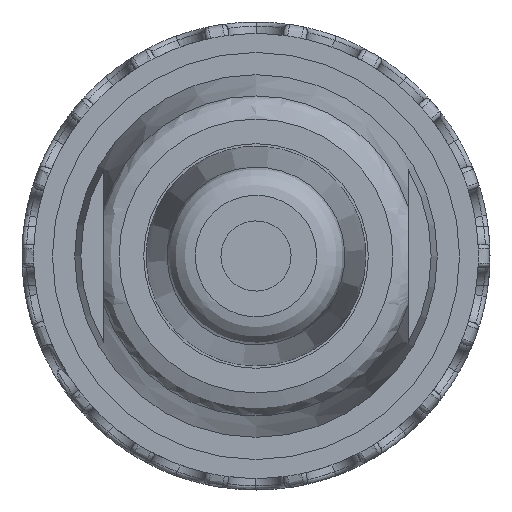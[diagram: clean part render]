
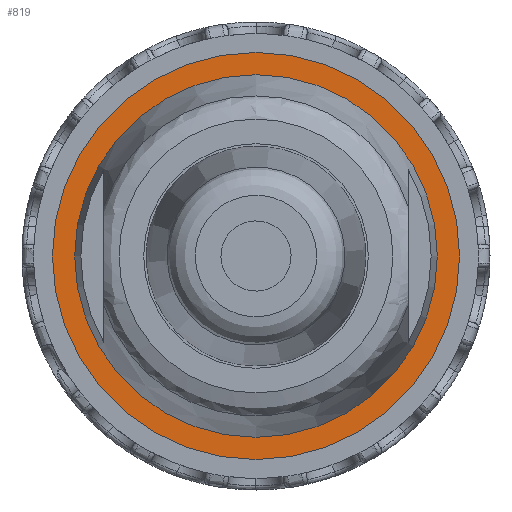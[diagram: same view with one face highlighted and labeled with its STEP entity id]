
A CAD part, front view. The second image highlights one B-rep face of the part: STEP entity #819.
In plain terms, the highlighted planar face has unit normal (0, -1, 0).
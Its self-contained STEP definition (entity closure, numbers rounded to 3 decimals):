
#743=FACE_BOUND('',#1564,.T.);
#744=FACE_BOUND('',#1565,.T.);
#819=ADVANCED_FACE('',(#743,#744),#1144,.T.);
#1144=PLANE('',#5753);
#1564=EDGE_LOOP('',(#2244));
#1565=EDGE_LOOP('',(#2245));
#1931=CIRCLE('',#5750,7.75);
#1932=CIRCLE('',#5752,8.7);
#2244=ORIENTED_EDGE('',*,*,#4395,.T.);
#2245=ORIENTED_EDGE('',*,*,#4396,.F.);
#3863=VERTEX_POINT('',#7658);
#3864=VERTEX_POINT('',#7661);
#4395=EDGE_CURVE('',#3863,#3863,#1931,.T.);
#4396=EDGE_CURVE('',#3864,#3864,#1932,.T.);
#5750=AXIS2_PLACEMENT_3D('',#7657,#6304,#6305);
#5752=AXIS2_PLACEMENT_3D('',#7660,#6308,#6309);
#5753=AXIS2_PLACEMENT_3D('',#7662,#6310,#6311);
#6304=DIRECTION('',(0.,1.,0.));
#6305=DIRECTION('',(0.,0.,-1.));
#6308=DIRECTION('',(0.,1.,0.));
#6309=DIRECTION('',(-1.,0.,0.));
#6310=DIRECTION('',(0.,-1.,0.));
#6311=DIRECTION('',(-1.,0.,0.));
#7657=CARTESIAN_POINT('',(0.,8.5,0.));
#7658=CARTESIAN_POINT('',(0.,8.5,-7.75));
#7660=CARTESIAN_POINT('',(0.,8.5,0.));
#7661=CARTESIAN_POINT('',(-8.7,8.5,0.));
#7662=CARTESIAN_POINT('',(9.57,8.5,9.57));
